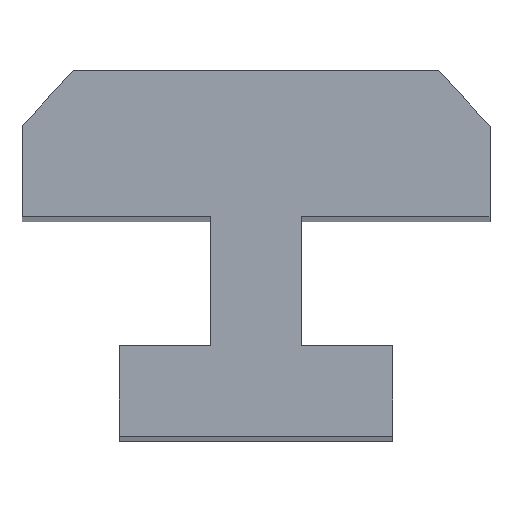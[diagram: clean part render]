
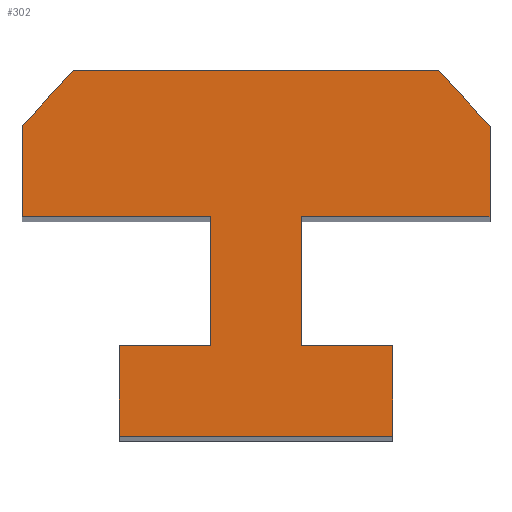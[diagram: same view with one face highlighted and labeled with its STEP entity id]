
A CAD part, top view. The second image highlights one B-rep face of the part: STEP entity #302.
In plain terms, the highlighted planar face has unit normal (0, 0, 1).
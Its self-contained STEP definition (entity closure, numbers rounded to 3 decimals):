
#16=FACE_OUTER_BOUND('',#32,.T.);
#32=EDGE_LOOP('',(#215,#216,#217,#218,#219,#220,#221,#222,#223,#224,#225,
#226,#227,#228));
#61=LINE('',#444,#103);
#62=LINE('',#446,#104);
#63=LINE('',#448,#105);
#64=LINE('',#450,#106);
#65=LINE('',#452,#107);
#66=LINE('',#454,#108);
#67=LINE('',#456,#109);
#68=LINE('',#458,#110);
#69=LINE('',#460,#111);
#70=LINE('',#462,#112);
#71=LINE('',#464,#113);
#72=LINE('',#466,#114);
#73=LINE('',#468,#115);
#74=LINE('',#469,#116);
#103=VECTOR('',#355,1.24);
#104=VECTOR('',#356,3.74);
#105=VECTOR('',#357,1.24);
#106=VECTOR('',#358,1.25);
#107=VECTOR('',#359,1.76);
#108=VECTOR('',#360,2.58);
#109=VECTOR('',#361,1.24);
#110=VECTOR('',#362,1.033);
#111=VECTOR('',#363,5.);
#112=VECTOR('',#364,1.033);
#113=VECTOR('',#365,1.24);
#114=VECTOR('',#366,2.58);
#115=VECTOR('',#367,1.76);
#116=VECTOR('',#368,1.25);
#145=VERTEX_POINT('',#442);
#146=VERTEX_POINT('',#443);
#147=VERTEX_POINT('',#445);
#148=VERTEX_POINT('',#447);
#149=VERTEX_POINT('',#449);
#150=VERTEX_POINT('',#451);
#151=VERTEX_POINT('',#453);
#152=VERTEX_POINT('',#455);
#153=VERTEX_POINT('',#457);
#154=VERTEX_POINT('',#459);
#155=VERTEX_POINT('',#461);
#156=VERTEX_POINT('',#463);
#157=VERTEX_POINT('',#465);
#158=VERTEX_POINT('',#467);
#173=EDGE_CURVE('',#145,#146,#61,.T.);
#174=EDGE_CURVE('',#146,#147,#62,.T.);
#175=EDGE_CURVE('',#147,#148,#63,.T.);
#176=EDGE_CURVE('',#148,#149,#64,.T.);
#177=EDGE_CURVE('',#149,#150,#65,.T.);
#178=EDGE_CURVE('',#150,#151,#66,.T.);
#179=EDGE_CURVE('',#151,#152,#67,.T.);
#180=EDGE_CURVE('',#152,#153,#68,.T.);
#181=EDGE_CURVE('',#153,#154,#69,.T.);
#182=EDGE_CURVE('',#154,#155,#70,.T.);
#183=EDGE_CURVE('',#155,#156,#71,.T.);
#184=EDGE_CURVE('',#156,#157,#72,.T.);
#185=EDGE_CURVE('',#157,#158,#73,.T.);
#186=EDGE_CURVE('',#158,#145,#74,.T.);
#215=ORIENTED_EDGE('',*,*,#173,.T.);
#216=ORIENTED_EDGE('',*,*,#174,.T.);
#217=ORIENTED_EDGE('',*,*,#175,.T.);
#218=ORIENTED_EDGE('',*,*,#176,.T.);
#219=ORIENTED_EDGE('',*,*,#177,.T.);
#220=ORIENTED_EDGE('',*,*,#178,.T.);
#221=ORIENTED_EDGE('',*,*,#179,.T.);
#222=ORIENTED_EDGE('',*,*,#180,.T.);
#223=ORIENTED_EDGE('',*,*,#181,.T.);
#224=ORIENTED_EDGE('',*,*,#182,.T.);
#225=ORIENTED_EDGE('',*,*,#183,.T.);
#226=ORIENTED_EDGE('',*,*,#184,.T.);
#227=ORIENTED_EDGE('',*,*,#185,.T.);
#228=ORIENTED_EDGE('',*,*,#186,.T.);
#286=PLANE('',#320);
#302=ADVANCED_FACE('',(#16),#286,.T.);
#320=AXIS2_PLACEMENT_3D('',#441,#353,#354);
#353=DIRECTION('center_axis',(0.,0.,1.));
#354=DIRECTION('ref_axis',(1.,0.,0.));
#355=DIRECTION('',(0.,-1.,0.));
#356=DIRECTION('',(1.,0.,0.));
#357=DIRECTION('',(0.,1.,0.));
#358=DIRECTION('',(-1.,0.,0.));
#359=DIRECTION('',(0.,1.,0.));
#360=DIRECTION('',(1.,0.,0.));
#361=DIRECTION('',(0.,1.,0.));
#362=DIRECTION('',(-0.677,0.736,0.));
#363=DIRECTION('',(-1.,0.,0.));
#364=DIRECTION('',(-0.677,-0.736,0.));
#365=DIRECTION('',(0.,-1.,0.));
#366=DIRECTION('',(1.,0.,0.));
#367=DIRECTION('',(0.,-1.,0.));
#368=DIRECTION('',(-1.,0.,0.));
#441=CARTESIAN_POINT('Origin',(0.,0.,19.9));
#442=CARTESIAN_POINT('',(-1.97,1.24,19.9));
#443=CARTESIAN_POINT('',(-1.97,0.,19.9));
#444=CARTESIAN_POINT('',(-1.97,1.24,19.9));
#445=CARTESIAN_POINT('',(1.77,0.,19.9));
#446=CARTESIAN_POINT('',(-1.97,0.,19.9));
#447=CARTESIAN_POINT('',(1.77,1.24,19.9));
#448=CARTESIAN_POINT('',(1.77,0.,19.9));
#449=CARTESIAN_POINT('',(0.52,1.24,19.9));
#450=CARTESIAN_POINT('',(1.77,1.24,19.9));
#451=CARTESIAN_POINT('',(0.52,3.,19.9));
#452=CARTESIAN_POINT('',(0.52,1.24,19.9));
#453=CARTESIAN_POINT('',(3.1,3.,19.9));
#454=CARTESIAN_POINT('',(0.52,3.,19.9));
#455=CARTESIAN_POINT('',(3.1,4.24,19.9));
#456=CARTESIAN_POINT('',(3.1,3.,19.9));
#457=CARTESIAN_POINT('',(2.4,5.,19.9));
#458=CARTESIAN_POINT('',(3.1,4.24,19.9));
#459=CARTESIAN_POINT('',(-2.6,5.,19.9));
#460=CARTESIAN_POINT('',(2.4,5.,19.9));
#461=CARTESIAN_POINT('',(-3.3,4.24,19.9));
#462=CARTESIAN_POINT('',(-2.6,5.,19.9));
#463=CARTESIAN_POINT('',(-3.3,3.,19.9));
#464=CARTESIAN_POINT('',(-3.3,4.24,19.9));
#465=CARTESIAN_POINT('',(-0.72,3.,19.9));
#466=CARTESIAN_POINT('',(-3.3,3.,19.9));
#467=CARTESIAN_POINT('',(-0.72,1.24,19.9));
#468=CARTESIAN_POINT('',(-0.72,3.,19.9));
#469=CARTESIAN_POINT('',(-0.72,1.24,19.9));
